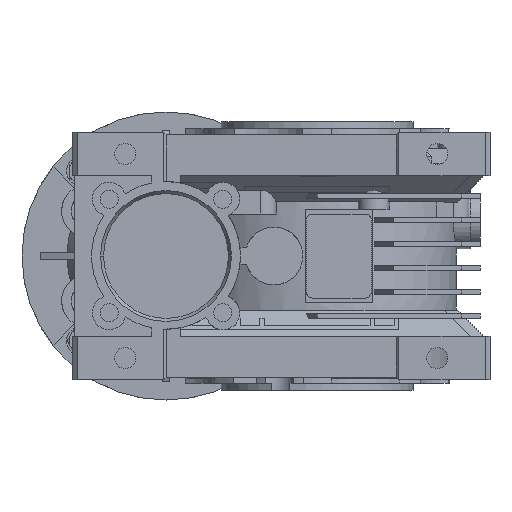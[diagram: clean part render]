
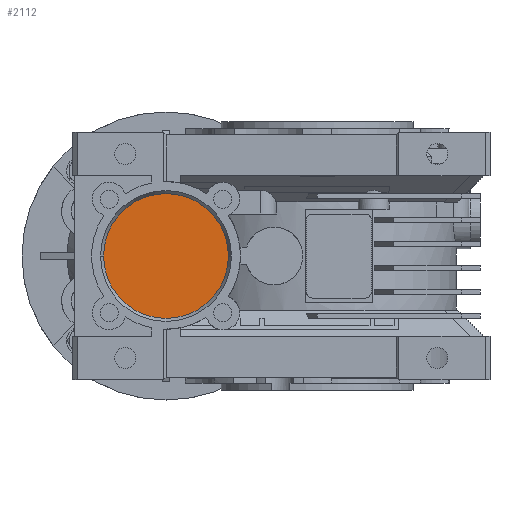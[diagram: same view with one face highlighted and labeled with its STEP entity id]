
A CAD part, left-side view. The second image highlights one B-rep face of the part: STEP entity #2112.
In plain terms, the highlighted planar face has unit normal (-1, 0, 0).
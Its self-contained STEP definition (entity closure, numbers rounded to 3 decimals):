
#5 = AXIS2_PLACEMENT_3D ( 'NONE', #14833, #4234, #39921 ) ;
#234 = PLANE ( 'NONE',  #28643 ) ;
#837 = ORIENTED_EDGE ( 'NONE', *, *, #6820, .T. ) ;
#2112 = ADVANCED_FACE ( 'NONE', ( #40392 ), #234, .T. ) ;
#4232 = DIRECTION ( 'NONE',  ( -1., 0., 0. ) ) ;
#4234 = DIRECTION ( 'NONE',  ( -1., 0., 0. ) ) ;
#6820 = EDGE_CURVE ( 'NONE', #8716, #43534, #12434, .T. ) ;
#8192 = CARTESIAN_POINT ( 'NONE',  ( -69.75, 37., 0. ) ) ;
#8716 = VERTEX_POINT ( 'NONE', #8192 ) ;
#12434 = CIRCLE ( 'NONE', #24471, 26. ) ;
#14833 = CARTESIAN_POINT ( 'NONE',  ( -69.75, 63., 0. ) ) ;
#16776 = DIRECTION ( 'NONE',  ( 0., 1., 0. ) ) ;
#17880 = CARTESIAN_POINT ( 'NONE',  ( -69.75, 89., 0. ) ) ;
#20315 = CARTESIAN_POINT ( 'NONE',  ( -69.75, 63., 0. ) ) ;
#22583 = DIRECTION ( 'NONE',  ( 0., 0., 1. ) ) ;
#24471 = AXIS2_PLACEMENT_3D ( 'NONE', #20315, #30157, #16776 ) ;
#27244 = EDGE_LOOP ( 'NONE', ( #36981, #837 ) ) ;
#28643 = AXIS2_PLACEMENT_3D ( 'NONE', #36207, #4232, #22583 ) ;
#30157 = DIRECTION ( 'NONE',  ( -1., 0., 0. ) ) ;
#34611 = CIRCLE ( 'NONE', #5, 26. ) ;
#36207 = CARTESIAN_POINT ( 'NONE',  ( -69.75, 37., 0. ) ) ;
#36981 = ORIENTED_EDGE ( 'NONE', *, *, #37423, .T. ) ;
#37423 = EDGE_CURVE ( 'NONE', #43534, #8716, #34611, .T. ) ;
#39921 = DIRECTION ( 'NONE',  ( 0., 1., 0. ) ) ;
#40392 = FACE_OUTER_BOUND ( 'NONE', #27244, .T. ) ;
#43534 = VERTEX_POINT ( 'NONE', #17880 ) ;
